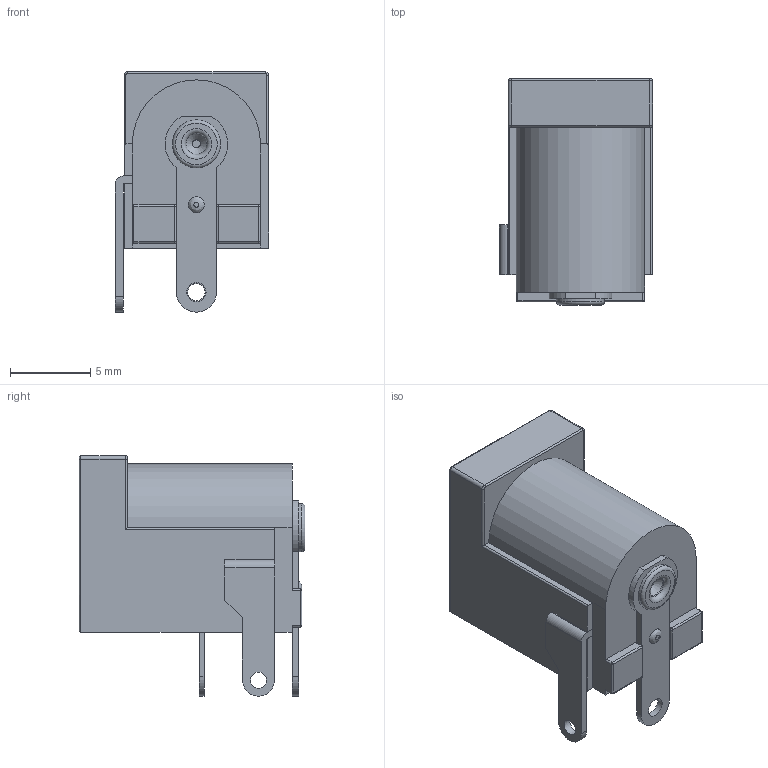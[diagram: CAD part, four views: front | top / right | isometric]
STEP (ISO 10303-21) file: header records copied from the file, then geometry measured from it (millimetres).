
FILE_DESCRIPTION(/* description */ (''),/* implementation_level */ '2;1');
FILE_NAME(/* name */ 'DS-210.step',/* time_stamp */ '2022-10-12T18:07:05-06:00',/* author */ (''),/* organization */ (''),/* preprocessor_version */ 'ST-DEVELOPER v19',/* originating_system */ 'Autodesk Translation Framework v11.7.0.108',/* authorisation */ '');
FILE_SCHEMA (('AUTOMOTIVE_DESIGN { 1 0 10303 214 3 1 1 }'));
Length unit declared in the file: millimetre
Products named in the file (1): DS-210
Bounding box: 9.55 x 14.1 x 15 mm (x, y, z)
Volume: 784.6 mm3; surface area: 1618.5 mm2
Topology: 5 solids, 5 shells, 181 faces, 457 edges, 290 vertices
Faces by surface type: plane 88, cylinder 69, sphere 9, bspline 7, torus 5, cone 3
Full cylindrical faces by diameter (mm): 1 x1, 1.082 x1, 1.2 x1, 1.3 x1, 2 x4, 3 x3, 6.4 x1
Entity records: 5562 total; most frequent: CARTESIAN_POINT 1024, DIRECTION 970, ORIENTED_EDGE 912, EDGE_CURVE 456, AXIS2_PLACEMENT_3D 341, VERTEX_POINT 290, LINE 288, VECTOR 288
